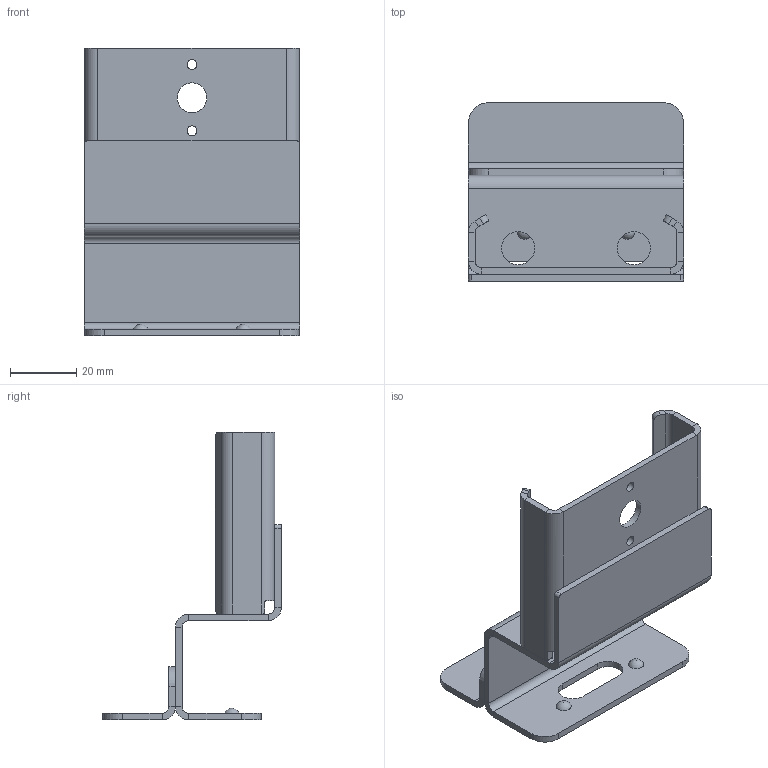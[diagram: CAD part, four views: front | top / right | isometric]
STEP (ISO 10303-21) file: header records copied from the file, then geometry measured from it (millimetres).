
FILE_DESCRIPTION((''),'2;1');
FILE_NAME('86221- poprawione.stp','2020-07-15T15:34:22',('trakoczy'),(''),'Autodesk Inventor 2013','Autodesk Inventor 2013','');
FILE_SCHEMA(('AUTOMOTIVE_DESIGN { 1 0 10303 214 1 1 1 1 }'));
Length unit declared in the file: millimetre
Products named in the file (4): 86221; 86221-I; 86221- II; 86221- III
Assembly tree (3 placements, depth 2):
  86221
    86221-I
    86221- II
    86221- III
Bounding box: 65 x 54 x 87 mm (x, y, z)
Volume: 27929.3 mm3; surface area: 29979.4 mm2
Topology: 3 solids, 3 shells, 117 faces, 267 edges, 158 vertices
Faces by surface type: plane 72, cylinder 39, sphere 2, bspline 2, torus 2
Full cylindrical faces by diameter (mm): 3 x2, 9 x1, 10 x2
Entity records: 3368 total; most frequent: CARTESIAN_POINT 654, DIRECTION 570, ORIENTED_EDGE 504, EDGE_CURVE 252, AXIS2_PLACEMENT_3D 204, VECTOR 162, LINE 162, VERTEX_POINT 154
